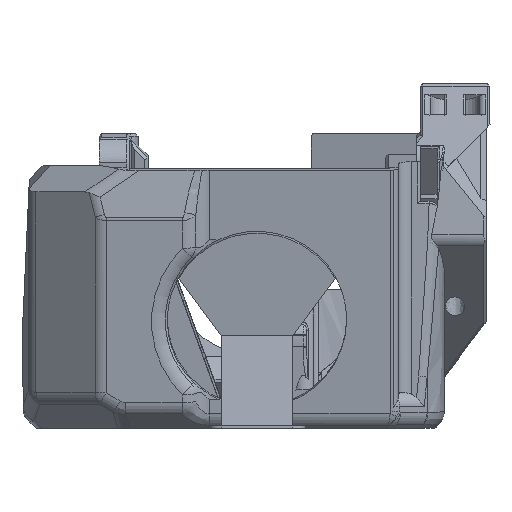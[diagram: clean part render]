
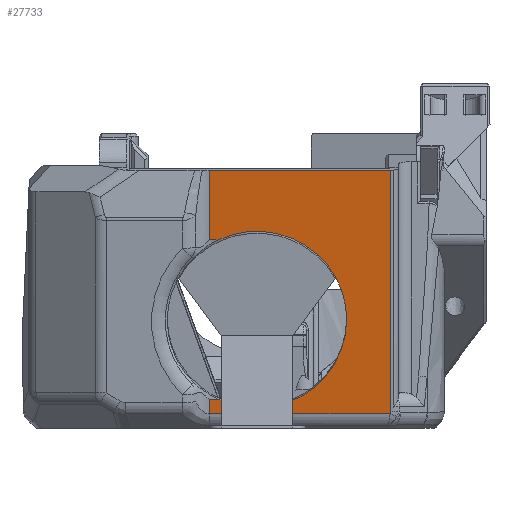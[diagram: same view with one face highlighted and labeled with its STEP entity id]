
A CAD part, left-side view. The second image highlights one B-rep face of the part: STEP entity #27733.
In plain terms, the highlighted planar face has unit normal (-0.985, 0, -0.174).
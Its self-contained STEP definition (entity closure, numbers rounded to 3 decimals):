
#417=ELLIPSE('',#29831,1.92,1.);
#845=PLANE('',#29830);
#2474=LINE('',#43824,#4859);
#2475=LINE('',#43826,#4860);
#2518=LINE('',#43990,#4903);
#2519=LINE('',#43995,#4904);
#2520=LINE('',#43997,#4905);
#4859=VECTOR('',#34011,1000.);
#4860=VECTOR('',#34014,1000.);
#4903=VECTOR('',#34103,1000.);
#4904=VECTOR('',#34110,1000.);
#4905=VECTOR('',#34111,1000.);
#6799=CIRCLE('',#29832,14.);
#9983=ORIENTED_EDGE('',*,*,#17450,.T.);
#9984=ORIENTED_EDGE('',*,*,#17512,.T.);
#9985=ORIENTED_EDGE('',*,*,#17510,.F.);
#9986=ORIENTED_EDGE('',*,*,#17513,.F.);
#9987=ORIENTED_EDGE('',*,*,#17514,.T.);
#9988=ORIENTED_EDGE('',*,*,#17515,.T.);
#9989=ORIENTED_EDGE('',*,*,#17516,.T.);
#9990=ORIENTED_EDGE('',*,*,#17453,.T.);
#9991=ORIENTED_EDGE('',*,*,#17451,.T.);
#17450=EDGE_CURVE('',#21200,#21272,#2474,.T.);
#17451=EDGE_CURVE('',#21273,#21200,#2475,.F.);
#17453=EDGE_CURVE('',#21274,#21273,#22947,.T.);
#17510=EDGE_CURVE('',#21312,#21313,#2518,.F.);
#17512=EDGE_CURVE('',#21272,#21313,#417,.F.);
#17513=EDGE_CURVE('',#21314,#21312,#2519,.T.);
#17514=EDGE_CURVE('',#21314,#21315,#2520,.F.);
#17515=EDGE_CURVE('',#21315,#21316,#22954,.F.);
#17516=EDGE_CURVE('',#21316,#21274,#6799,.T.);
#21200=VERTEX_POINT('',#43566);
#21272=VERTEX_POINT('',#43823);
#21273=VERTEX_POINT('',#43827);
#21274=VERTEX_POINT('',#43860);
#21312=VERTEX_POINT('',#43989);
#21313=VERTEX_POINT('',#43991);
#21314=VERTEX_POINT('',#43996);
#21315=VERTEX_POINT('',#43998);
#21316=VERTEX_POINT('',#44003);
#22947=B_SPLINE_CURVE_WITH_KNOTS('',3,(#43856,#43857,#43858,#43859),
 .UNSPECIFIED.,.F.,.F.,(4,4),(0.,0.001),.UNSPECIFIED.);
#22954=B_SPLINE_CURVE_WITH_KNOTS('',3,(#43999,#44000,#44001,#44002),
 .UNSPECIFIED.,.F.,.F.,(4,4),(0.,0.001),.UNSPECIFIED.);
#24036=EDGE_LOOP('',(#9983,#9984,#9985,#9986,#9987,#9988,#9989,#9990,#9991));
#25786=FACE_BOUND('',#24036,.T.);
#27733=ADVANCED_FACE('',(#25786),#845,.F.);
#29830=AXIS2_PLACEMENT_3D('',#43993,#34106,#34107);
#29831=AXIS2_PLACEMENT_3D('',#43994,#34108,#34109);
#29832=AXIS2_PLACEMENT_3D('',#44004,#34112,#34113);
#34011=DIRECTION('',(0.,-1.,0.));
#34014=DIRECTION('',(-0.174,0.,0.985));
#34103=DIRECTION('',(-0.174,0.,0.985));
#34106=DIRECTION('',(0.985,0.,0.174));
#34107=DIRECTION('',(-0.174,0.,0.985));
#34108=DIRECTION('',(0.985,0.,0.174));
#34109=DIRECTION('',(0.126,-0.686,-0.716));
#34110=DIRECTION('',(0.,-1.,0.));
#34111=DIRECTION('',(-0.174,0.,0.985));
#34112=DIRECTION('',(0.985,0.,0.174));
#34113=DIRECTION('',(-0.174,0.,0.985));
#43566=CARTESIAN_POINT('',(-27.864,12.27,2.262));
#43823=CARTESIAN_POINT('',(-27.864,-15.951,2.262));
#43824=CARTESIAN_POINT('',(-27.864,-14.655,2.262));
#43826=CARTESIAN_POINT('',(-31.185,12.27,21.099));
#43827=CARTESIAN_POINT('',(-28.255,12.27,4.482));
#43856=CARTESIAN_POINT('',(-28.27,10.952,4.562));
#43857=CARTESIAN_POINT('',(-28.27,11.393,4.564));
#43858=CARTESIAN_POINT('',(-28.265,11.833,4.537));
#43859=CARTESIAN_POINT('',(-28.255,12.27,4.482));
#43860=CARTESIAN_POINT('',(-28.27,10.952,4.562));
#43989=CARTESIAN_POINT('',(-34.572,-16.002,40.304));
#43990=CARTESIAN_POINT('',(-7.663,-16.002,-112.301));
#43991=CARTESIAN_POINT('',(-27.916,-16.002,2.558));
#43993=CARTESIAN_POINT('',(-31.185,24.853,21.099));
#43994=CARTESIAN_POINT('',(-28.071,-14.497,3.435));
#43995=CARTESIAN_POINT('',(-34.572,24.853,40.304));
#43996=CARTESIAN_POINT('',(-34.572,12.27,40.304));
#43997=CARTESIAN_POINT('',(-31.185,12.27,21.099));
#43998=CARTESIAN_POINT('',(-32.66,12.27,29.463));
#43999=CARTESIAN_POINT('',(-32.646,10.952,29.383));
#44000=CARTESIAN_POINT('',(-32.646,11.393,29.381));
#44001=CARTESIAN_POINT('',(-32.651,11.833,29.409));
#44002=CARTESIAN_POINT('',(-32.66,12.27,29.463));
#44003=CARTESIAN_POINT('',(-32.646,10.952,29.383));
#44004=CARTESIAN_POINT('',(-30.458,4.853,16.973));
